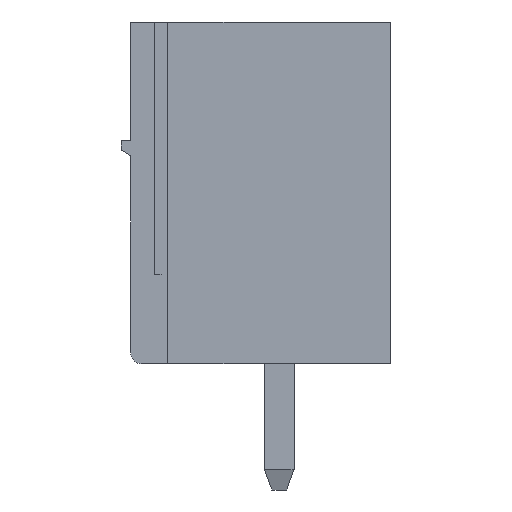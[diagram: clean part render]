
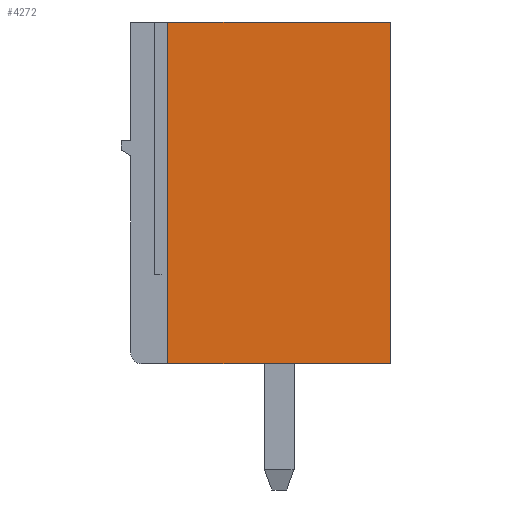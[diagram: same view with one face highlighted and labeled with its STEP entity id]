
A CAD part, left-side view. The second image highlights one B-rep face of the part: STEP entity #4272.
In plain terms, the highlighted planar face has unit normal (-1, 0, 0).
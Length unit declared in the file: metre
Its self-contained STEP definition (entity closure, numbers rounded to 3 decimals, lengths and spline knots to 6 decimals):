
#4272=ADVANCED_FACE('',(#8716),#8717,.F.);
#8716=FACE_OUTER_BOUND('',#13186,.T.);
#8717=PLANE('',#13187);
#13186=EDGE_LOOP('',(#25986,#25987,#25988,#25989));
#13187=AXIS2_PLACEMENT_3D('',#25990,#25991,#25992);
#25986=ORIENTED_EDGE('',*,*,#26839,.F.);
#25987=ORIENTED_EDGE('',*,*,#26350,.F.);
#25988=ORIENTED_EDGE('',*,*,#31285,.T.);
#25989=ORIENTED_EDGE('',*,*,#27021,.T.);
#25990=CARTESIAN_POINT('',(-1.091827,0.00386,0.000933));
#25991=DIRECTION('',(1.0,0.,0.));
#25992=DIRECTION('',(0.0,0.,1.0));
#26350=EDGE_CURVE('',#31447,#31442,#31449,.T.);
#26839=EDGE_CURVE('',#31442,#32425,#32426,.T.);
#27021=EDGE_CURVE('',#32749,#32425,#32750,.T.);
#31285=EDGE_CURVE('',#31447,#32749,#38661,.T.);
#31442=VERTEX_POINT('',#38860);
#31447=VERTEX_POINT('',#38868);
#31449=LINE('',#38871,#38872);
#32425=VERTEX_POINT('',#40265);
#32426=LINE('',#40266,#40267);
#32749=VERTEX_POINT('',#40763);
#32750=LINE('',#40764,#40765);
#38661=LINE('',#49468,#49469);
#38860=CARTESIAN_POINT('',(-1.091827,0.00386,0.000933));
#38868=CARTESIAN_POINT('',(-1.091827,0.00986,0.000933));
#38871=CARTESIAN_POINT('',(-1.091827,0.00386,0.000933));
#38872=VECTOR('',#49630,1.0);
#40265=CARTESIAN_POINT('',(-1.091827,0.00386,-0.008267));
#40266=CARTESIAN_POINT('',(-1.091827,0.00386,0.000933));
#40267=VECTOR('',#50258,1.0);
#40763=CARTESIAN_POINT('',(-1.091827,0.00986,-0.008267));
#40764=CARTESIAN_POINT('',(-1.091827,0.00386,-0.008267));
#40765=VECTOR('',#50453,1.0);
#49468=CARTESIAN_POINT('',(-1.091827,0.00986,0.000933));
#49469=VECTOR('',#53600,1.0);
#49630=DIRECTION('',(0.,-1.0,0.));
#50258=DIRECTION('',(0.,0.,-1.0));
#50453=DIRECTION('',(0.,-1.0,0.));
#53600=DIRECTION('',(0.,0.,-1.0));
